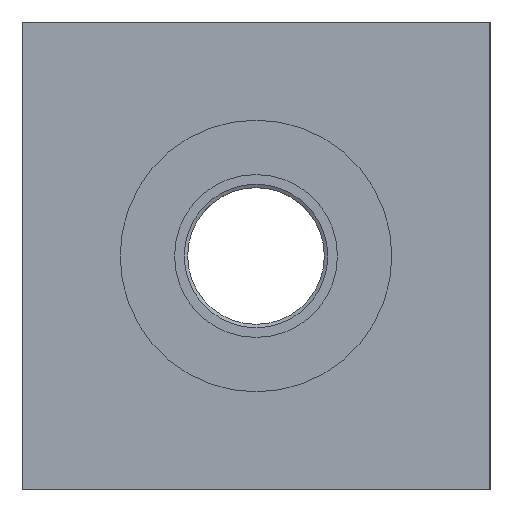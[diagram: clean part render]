
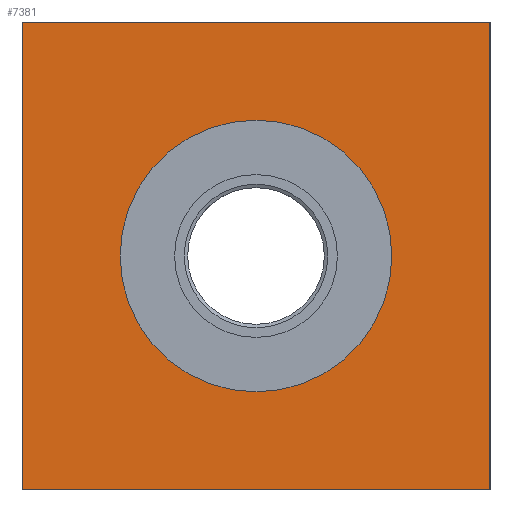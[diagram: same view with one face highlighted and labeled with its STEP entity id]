
A CAD part, left-side view. The second image highlights one B-rep face of the part: STEP entity #7381.
In plain terms, the highlighted planar face has unit normal (-1, 0, 0).
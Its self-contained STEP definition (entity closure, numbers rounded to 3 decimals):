
#130=CIRCLE('',#7728,11.062);
#131=CIRCLE('',#7729,11.062);
#189=FACE_BOUND('',#1348,.T.);
#928=FACE_OUTER_BOUND('',#1347,.T.);
#1347=EDGE_LOOP('',(#6449,#6450,#6451,#6452));
#1348=EDGE_LOOP('',(#6453,#6454));
#1630=LINE('',#11453,#2311);
#2034=LINE('',#12811,#2715);
#2035=LINE('',#12812,#2716);
#2036=LINE('',#12813,#2717);
#2311=VECTOR('',#8152,10.);
#2715=VECTOR('',#9116,10.);
#2716=VECTOR('',#9117,10.);
#2717=VECTOR('',#9118,10.);
#3039=VERTEX_POINT('',#11446);
#3042=VERTEX_POINT('',#11451);
#3396=VERTEX_POINT('',#12775);
#3397=VERTEX_POINT('',#12776);
#3408=VERTEX_POINT('',#12809);
#3409=VERTEX_POINT('',#12810);
#3889=EDGE_CURVE('',#3042,#3039,#1630,.T.);
#4412=EDGE_CURVE('',#3396,#3397,#130,.T.);
#4413=EDGE_CURVE('',#3397,#3396,#131,.T.);
#4428=EDGE_CURVE('',#3408,#3409,#2034,.T.);
#4429=EDGE_CURVE('',#3409,#3039,#2035,.T.);
#4430=EDGE_CURVE('',#3408,#3042,#2036,.T.);
#6449=ORIENTED_EDGE('',*,*,#4428,.T.);
#6450=ORIENTED_EDGE('',*,*,#4429,.T.);
#6451=ORIENTED_EDGE('',*,*,#3889,.F.);
#6452=ORIENTED_EDGE('',*,*,#4430,.F.);
#6453=ORIENTED_EDGE('',*,*,#4412,.T.);
#6454=ORIENTED_EDGE('',*,*,#4413,.T.);
#6700=PLANE('',#7745);
#7381=ADVANCED_FACE('',(#928,#189),#6700,.T.);
#7728=AXIS2_PLACEMENT_3D('',#12777,#9076,#9077);
#7729=AXIS2_PLACEMENT_3D('',#12778,#9078,#9079);
#7745=AXIS2_PLACEMENT_3D('',#12808,#9114,#9115);
#8152=DIRECTION('',(0.,-1.,0.));
#9076=DIRECTION('center_axis',(1.,0.,0.));
#9077=DIRECTION('ref_axis',(0.,0.,1.));
#9078=DIRECTION('center_axis',(1.,0.,0.));
#9079=DIRECTION('ref_axis',(0.,0.,1.));
#9114=DIRECTION('center_axis',(-1.,0.,0.));
#9115=DIRECTION('ref_axis',(0.,-1.,0.));
#9116=DIRECTION('',(0.,-1.,0.));
#9117=DIRECTION('',(0.,0.,1.));
#9118=DIRECTION('',(0.,0.,1.));
#11446=CARTESIAN_POINT('',(0.,0.,38.1));
#11451=CARTESIAN_POINT('',(0.,38.1,38.1));
#11453=CARTESIAN_POINT('',(0.,38.1,38.1));
#12775=CARTESIAN_POINT('',(0.,19.05,30.112));
#12776=CARTESIAN_POINT('',(0.,19.05,7.988));
#12777=CARTESIAN_POINT('Origin',(0.,19.05,19.05));
#12778=CARTESIAN_POINT('Origin',(0.,19.05,19.05));
#12808=CARTESIAN_POINT('Origin',(0.,38.1,0.));
#12809=CARTESIAN_POINT('',(0.,38.1,0.));
#12810=CARTESIAN_POINT('',(0.,0.,0.));
#12811=CARTESIAN_POINT('',(0.,38.1,0.));
#12812=CARTESIAN_POINT('',(0.,0.,0.));
#12813=CARTESIAN_POINT('',(0.,38.1,0.));
